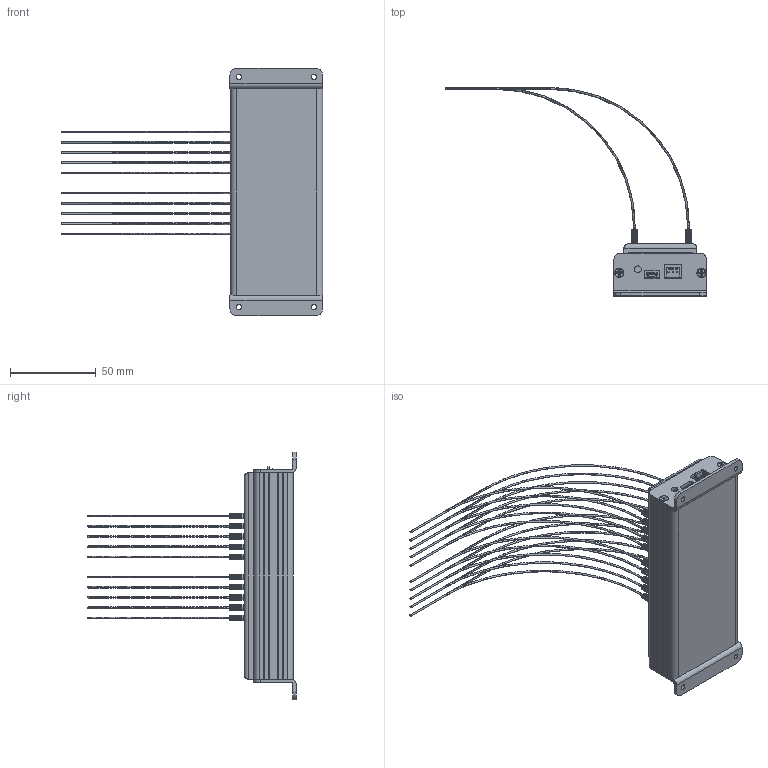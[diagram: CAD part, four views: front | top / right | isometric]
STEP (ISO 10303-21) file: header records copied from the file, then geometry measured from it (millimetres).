
FILE_DESCRIPTION (( 'STEP AP214' ), '1' );
FILE_NAME ('33685~0.STEP', '2018-12-19T15:14:35', ( '' ), ( '' ), 'SwSTEP 2.0', 'SolidWorks 2018', '' );
FILE_SCHEMA (( 'AUTOMOTIVE_DESIGN' ));
Length unit declared in the file: millimetre
Products named in the file (1): 33685~0
Bounding box: 152.18 x 121.35 x 144 mm (x, y, z)
Volume: 79612.5 mm3; surface area: 81645.2 mm2
Topology: 50 solids, 50 shells, 2249 faces, 6199 edges, 4106 vertices
Faces by surface type: cylinder 1773, plane 340, cone 76, bspline 60
Entity records: 100325 total; most frequent: CARTESIAN_POINT 14419, DIRECTION 14129, ORIENTED_EDGE 12390, EDGE_CURVE 6195, AXIS2_PLACEMENT_3D 5896, VERTEX_POINT 4106, CIRCLE 3706, EDGE_LOOP 2413
